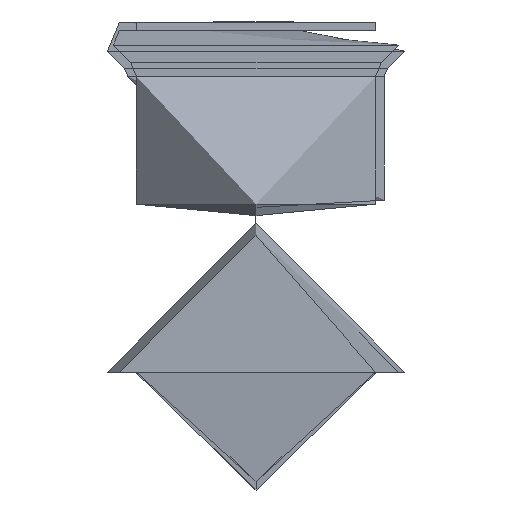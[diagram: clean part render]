
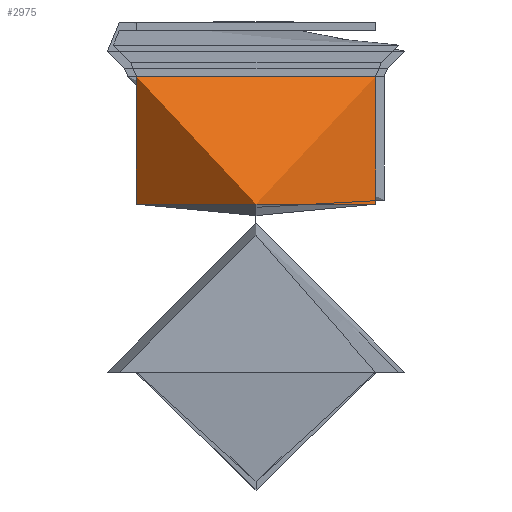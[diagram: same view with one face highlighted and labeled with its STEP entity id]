
A CAD part, left-side view. The second image highlights one B-rep face of the part: STEP entity #2975.
In plain terms, the highlighted free-form (B-spline) face has degree [1, 2] with [2, 9] control points.
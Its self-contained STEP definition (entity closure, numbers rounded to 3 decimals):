
#2689 = VERTEX_POINT('',#2690);
#2690 = CARTESIAN_POINT('',(32.,0.,-21.));
#2695 = EDGE_CURVE('',#2696,#2689,#2698,.T.);
#2696 = VERTEX_POINT('',#2697);
#2697 = CARTESIAN_POINT('',(32.,-21.,0.));
#2698 = ( BOUNDED_CURVE() B_SPLINE_CURVE(2,(#2699,#2700,#2701),
.UNSPECIFIED.,.F.,.F.) B_SPLINE_CURVE_WITH_KNOTS((3,3),(3.142,
4.712),.PIECEWISE_BEZIER_KNOTS.) CURVE() 
GEOMETRIC_REPRESENTATION_ITEM() RATIONAL_B_SPLINE_CURVE((1.,
0.707,1.)) REPRESENTATION_ITEM('') );
#2699 = CARTESIAN_POINT('',(32.,-21.,0.));
#2700 = CARTESIAN_POINT('',(32.,-21.,-21.));
#2701 = CARTESIAN_POINT('',(32.,0.,-21.));
#2703 = EDGE_CURVE('',#2704,#2696,#2706,.T.);
#2704 = VERTEX_POINT('',#2705);
#2705 = CARTESIAN_POINT('',(32.,21.,0.));
#2706 = ( BOUNDED_CURVE() B_SPLINE_CURVE(2,(#2707,#2708,#2709,#2710,
#2711),.UNSPECIFIED.,.F.,.F.) B_SPLINE_CURVE_WITH_KNOTS((3,2,3),(0.,
1.571,3.142),.UNSPECIFIED.) CURVE() 
GEOMETRIC_REPRESENTATION_ITEM() RATIONAL_B_SPLINE_CURVE((1.,
0.707,1.,0.707,1.)) REPRESENTATION_ITEM('') );
#2707 = CARTESIAN_POINT('',(32.,21.,0.));
#2708 = CARTESIAN_POINT('',(32.,21.,21.));
#2709 = CARTESIAN_POINT('',(32.,0.,21.));
#2710 = CARTESIAN_POINT('',(32.,-21.,21.));
#2711 = CARTESIAN_POINT('',(32.,-21.,0.));
#2713 = EDGE_CURVE('',#2689,#2704,#2714,.T.);
#2714 = ( BOUNDED_CURVE() B_SPLINE_CURVE(2,(#2715,#2716,#2717),
.UNSPECIFIED.,.F.,.F.) B_SPLINE_CURVE_WITH_KNOTS((3,3),(4.712,
6.283),.PIECEWISE_BEZIER_KNOTS.) CURVE() 
GEOMETRIC_REPRESENTATION_ITEM() RATIONAL_B_SPLINE_CURVE((1.,
0.707,1.)) REPRESENTATION_ITEM('') );
#2715 = CARTESIAN_POINT('',(32.,0.,-21.));
#2716 = CARTESIAN_POINT('',(32.,21.,-21.));
#2717 = CARTESIAN_POINT('',(32.,21.,0.));
#2975 = ADVANCED_FACE('',(#2976),#3013,.T.);
#2976 = FACE_BOUND('',#2977,.T.);
#2977 = EDGE_LOOP('',(#2978,#2979,#2986,#2994,#3002,#3010,#3011,#3012));
#2978 = ORIENTED_EDGE('',*,*,#2703,.T.);
#2979 = ORIENTED_EDGE('',*,*,#2980,.T.);
#2980 = EDGE_CURVE('',#2696,#2981,#2983,.T.);
#2981 = VERTEX_POINT('',#2982);
#2982 = CARTESIAN_POINT('',(9.571,-21.,0.));
#2983 = B_SPLINE_CURVE_WITH_KNOTS('',1,(#2984,#2985),.UNSPECIFIED.,.F.,
  .F.,(2,2),(-0.534,0.534),.PIECEWISE_BEZIER_KNOTS.);
#2984 = CARTESIAN_POINT('',(32.,-21.,0.));
#2985 = CARTESIAN_POINT('',(9.571,-21.,0.));
#2986 = ORIENTED_EDGE('',*,*,#2987,.F.);
#2987 = EDGE_CURVE('',#2988,#2981,#2990,.T.);
#2988 = VERTEX_POINT('',#2989);
#2989 = CARTESIAN_POINT('',(9.571,0.,21.));
#2990 = ( BOUNDED_CURVE() B_SPLINE_CURVE(2,(#2991,#2992,#2993),
.UNSPECIFIED.,.F.,.F.) B_SPLINE_CURVE_WITH_KNOTS((3,3),(1.571,
3.142),.PIECEWISE_BEZIER_KNOTS.) CURVE() 
GEOMETRIC_REPRESENTATION_ITEM() RATIONAL_B_SPLINE_CURVE((1.,
0.707,1.)) REPRESENTATION_ITEM('') );
#2991 = CARTESIAN_POINT('',(9.571,0.,21.));
#2992 = CARTESIAN_POINT('',(9.571,-21.,21.));
#2993 = CARTESIAN_POINT('',(9.571,-21.,0.));
#2994 = ORIENTED_EDGE('',*,*,#2995,.F.);
#2995 = EDGE_CURVE('',#2996,#2988,#2998,.T.);
#2996 = VERTEX_POINT('',#2997);
#2997 = CARTESIAN_POINT('',(9.571,21.,0.));
#2998 = ( BOUNDED_CURVE() B_SPLINE_CURVE(2,(#2999,#3000,#3001),
.UNSPECIFIED.,.F.,.F.) B_SPLINE_CURVE_WITH_KNOTS((3,3),(0.,
1.571),.PIECEWISE_BEZIER_KNOTS.) CURVE() 
GEOMETRIC_REPRESENTATION_ITEM() RATIONAL_B_SPLINE_CURVE((1.,
0.707,1.)) REPRESENTATION_ITEM('') );
#2999 = CARTESIAN_POINT('',(9.571,21.,0.));
#3000 = CARTESIAN_POINT('',(9.571,21.,21.));
#3001 = CARTESIAN_POINT('',(9.571,0.,21.));
#3002 = ORIENTED_EDGE('',*,*,#3003,.F.);
#3003 = EDGE_CURVE('',#2981,#2996,#3004,.T.);
#3004 = ( BOUNDED_CURVE() B_SPLINE_CURVE(2,(#3005,#3006,#3007,#3008,
#3009),.UNSPECIFIED.,.F.,.F.) B_SPLINE_CURVE_WITH_KNOTS((3,2,3),(
    3.142,4.712,6.283),
.PIECEWISE_BEZIER_KNOTS.) CURVE() GEOMETRIC_REPRESENTATION_ITEM() 
RATIONAL_B_SPLINE_CURVE((1.,0.707,1.,0.707,1.)) 
REPRESENTATION_ITEM('') );
#3005 = CARTESIAN_POINT('',(9.571,-21.,0.));
#3006 = CARTESIAN_POINT('',(9.571,-21.,-21.));
#3007 = CARTESIAN_POINT('',(9.571,0.,-21.));
#3008 = CARTESIAN_POINT('',(9.571,21.,-21.));
#3009 = CARTESIAN_POINT('',(9.571,21.,0.));
#3010 = ORIENTED_EDGE('',*,*,#2980,.F.);
#3011 = ORIENTED_EDGE('',*,*,#2695,.T.);
#3012 = ORIENTED_EDGE('',*,*,#2713,.T.);
#3013 = ( BOUNDED_SURFACE() B_SPLINE_SURFACE(1,2,(
    (#3014,#3015,#3016,#3017,#3018,#3019,#3020,#3021,#3022)
    ,(#3023,#3024,#3025,#3026,#3027,#3028,#3029,#3030,#3031
)),.UNSPECIFIED.,.F.,.T.,.F.) B_SPLINE_SURFACE_WITH_KNOTS((2,2),(1,2,2,2
    ,2,2,1),(-0.534,0.534),(-4.712,
    -3.142,-1.571,0.,1.571,3.142,
4.712),.UNSPECIFIED.) GEOMETRIC_REPRESENTATION_ITEM() 
RATIONAL_B_SPLINE_SURFACE((
    (1.,0.707,1.,0.707,1.,0.707,1.
      ,0.707,1.)
    ,(1.,0.707,1.,0.707,1.,0.707,1.
,0.707,1.))) REPRESENTATION_ITEM('') SURFACE() );
#3014 = CARTESIAN_POINT('',(9.571,-21.,0.));
#3015 = CARTESIAN_POINT('',(9.571,-21.,-21.));
#3016 = CARTESIAN_POINT('',(9.571,0.,-21.));
#3017 = CARTESIAN_POINT('',(9.571,21.,-21.));
#3018 = CARTESIAN_POINT('',(9.571,21.,0.));
#3019 = CARTESIAN_POINT('',(9.571,21.,21.));
#3020 = CARTESIAN_POINT('',(9.571,0.,21.));
#3021 = CARTESIAN_POINT('',(9.571,-21.,21.));
#3022 = CARTESIAN_POINT('',(9.571,-21.,0.));
#3023 = CARTESIAN_POINT('',(32.,-21.,0.));
#3024 = CARTESIAN_POINT('',(32.,-21.,-21.));
#3025 = CARTESIAN_POINT('',(32.,0.,-21.));
#3026 = CARTESIAN_POINT('',(32.,21.,-21.));
#3027 = CARTESIAN_POINT('',(32.,21.,0.));
#3028 = CARTESIAN_POINT('',(32.,21.,21.));
#3029 = CARTESIAN_POINT('',(32.,0.,21.));
#3030 = CARTESIAN_POINT('',(32.,-21.,21.));
#3031 = CARTESIAN_POINT('',(32.,-21.,0.));
